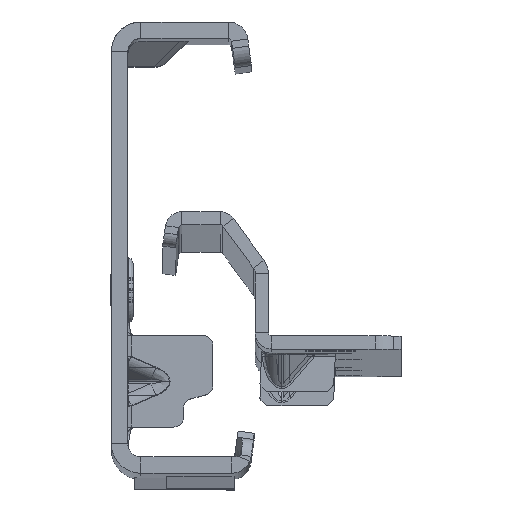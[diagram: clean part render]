
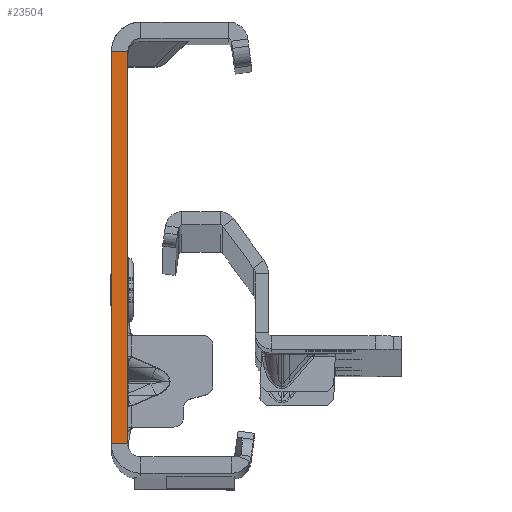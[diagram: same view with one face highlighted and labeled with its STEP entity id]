
A CAD part, top view. The second image highlights one B-rep face of the part: STEP entity #23504.
In plain terms, the highlighted planar face has unit normal (0, 0, 1).
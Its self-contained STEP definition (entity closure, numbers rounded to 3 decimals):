
#129 = CARTESIAN_POINT ( 'NONE',  ( -2.5, -30., 0. ) ) ;
#818 = VECTOR ( 'NONE', #16909, 1000. ) ;
#873 = LINE ( 'NONE', #19585, #23557 ) ;
#877 = EDGE_CURVE ( 'NONE', #18191, #17978, #873, .T. ) ;
#1450 = VECTOR ( 'NONE', #17072, 1000. ) ;
#1521 = PLANE ( 'NONE',  #19609 ) ;
#2053 = CARTESIAN_POINT ( 'NONE',  ( 0., -32., 0. ) ) ;
#3471 = EDGE_CURVE ( 'NONE', #23963, #17978, #17195, .T. ) ;
#3635 = EDGE_LOOP ( 'NONE', ( #6826, #8650, #14554, #4901 ) ) ;
#4901 = ORIENTED_EDGE ( 'NONE', *, *, #877, .F. ) ;
#5542 = CARTESIAN_POINT ( 'NONE',  ( 0., 30., 0. ) ) ;
#6469 = DIRECTION ( 'NONE',  ( -1., 0., 0. ) ) ;
#6826 = ORIENTED_EDGE ( 'NONE', *, *, #17131, .F. ) ;
#8650 = ORIENTED_EDGE ( 'NONE', *, *, #13507, .T. ) ;
#9084 = DIRECTION ( 'NONE',  ( 0., 0., 1. ) ) ;
#9278 = CARTESIAN_POINT ( 'NONE',  ( -2.5, -32., 0. ) ) ;
#10856 = LINE ( 'NONE', #5542, #23424 ) ;
#11061 = CARTESIAN_POINT ( 'NONE',  ( -2.5, -32., 0. ) ) ;
#11111 = CARTESIAN_POINT ( 'NONE',  ( 0., -30., 0. ) ) ;
#11720 = LINE ( 'NONE', #2053, #818 ) ;
#12110 = CARTESIAN_POINT ( 'NONE',  ( 0., 30., 0. ) ) ;
#13507 = EDGE_CURVE ( 'NONE', #21881, #23963, #10856, .T. ) ;
#14554 = ORIENTED_EDGE ( 'NONE', *, *, #3471, .T. ) ;
#15065 = DIRECTION ( 'NONE',  ( -1., 0., 0. ) ) ;
#16138 = DIRECTION ( 'NONE',  ( 1., 0., 0. ) ) ;
#16909 = DIRECTION ( 'NONE',  ( 0., -1., 0. ) ) ;
#17072 = DIRECTION ( 'NONE',  ( 0., -1., 0. ) ) ;
#17131 = EDGE_CURVE ( 'NONE', #21881, #18191, #11720, .T. ) ;
#17195 = LINE ( 'NONE', #9278, #1450 ) ;
#17978 = VERTEX_POINT ( 'NONE', #129 ) ;
#18191 = VERTEX_POINT ( 'NONE', #11111 ) ;
#19585 = CARTESIAN_POINT ( 'NONE',  ( 0., -30., 0. ) ) ;
#19609 = AXIS2_PLACEMENT_3D ( 'NONE', #11061, #9084, #16138 ) ;
#20375 = FACE_OUTER_BOUND ( 'NONE', #3635, .T. ) ;
#20713 = CARTESIAN_POINT ( 'NONE',  ( -2.5, 30., 0. ) ) ;
#21881 = VERTEX_POINT ( 'NONE', #12110 ) ;
#23424 = VECTOR ( 'NONE', #15065, 1000. ) ;
#23504 = ADVANCED_FACE ( 'NONE', ( #20375 ), #1521, .T. ) ;
#23557 = VECTOR ( 'NONE', #6469, 1000. ) ;
#23963 = VERTEX_POINT ( 'NONE', #20713 ) ;
